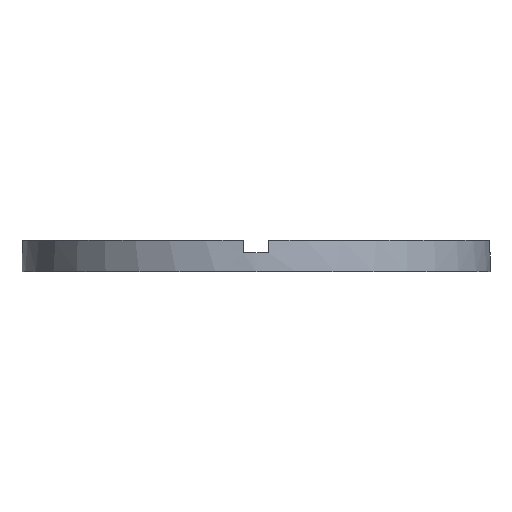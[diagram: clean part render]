
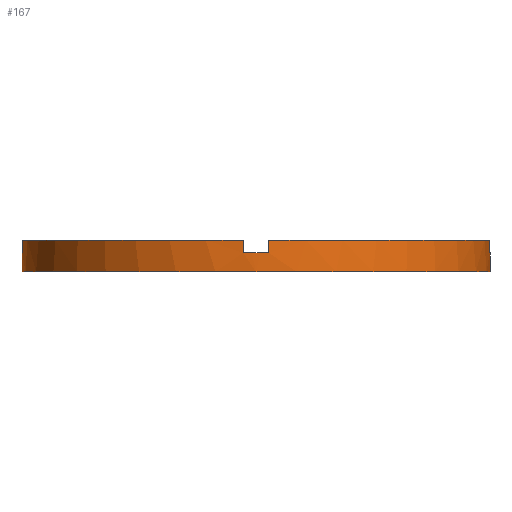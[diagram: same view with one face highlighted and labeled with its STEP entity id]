
A CAD part, front view. The second image highlights one B-rep face of the part: STEP entity #167.
In plain terms, the highlighted cylindrical face has radius 18.5 mm (diameter 37 mm), a partial arc.
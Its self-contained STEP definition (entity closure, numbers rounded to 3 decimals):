
#2 = AXIS2_PLACEMENT_3D ( 'NONE', #486, #684, #523 ) ;
#5 = DIRECTION ( 'NONE',  ( 0., 0., -1. ) ) ;
#11 = DIRECTION ( 'NONE',  ( 0., 0., 1. ) ) ;
#15 = CARTESIAN_POINT ( 'NONE',  ( -1., -18.473, 1.5 ) ) ;
#19 = DIRECTION ( 'NONE',  ( 0., 0., 1. ) ) ;
#27 = CARTESIAN_POINT ( 'NONE',  ( 18.473, -1., 2.5 ) ) ;
#30 = CARTESIAN_POINT ( 'NONE',  ( 18.5, 0., 0. ) ) ;
#32 = CIRCLE ( 'NONE', #352, 18.5 ) ;
#37 = DIRECTION ( 'NONE',  ( 0., 0., 1. ) ) ;
#41 = CIRCLE ( 'NONE', #199, 18.5 ) ;
#58 = DIRECTION ( 'NONE',  ( 0., 0., 1. ) ) ;
#60 = DIRECTION ( 'NONE',  ( 0., 0., 1. ) ) ;
#62 = CARTESIAN_POINT ( 'NONE',  ( -18.5, 0., 0. ) ) ;
#79 = ORIENTED_EDGE ( 'NONE', *, *, #149, .T. ) ;
#84 = ORIENTED_EDGE ( 'NONE', *, *, #758, .F. ) ;
#94 = VERTEX_POINT ( 'NONE', #239 ) ;
#97 = EDGE_CURVE ( 'NONE', #182, #125, #466, .T. ) ;
#119 = LINE ( 'NONE', #514, #391 ) ;
#125 = VERTEX_POINT ( 'NONE', #202 ) ;
#126 = ORIENTED_EDGE ( 'NONE', *, *, #585, .T. ) ;
#131 = LINE ( 'NONE', #162, #406 ) ;
#133 = VERTEX_POINT ( 'NONE', #30 ) ;
#136 = AXIS2_PLACEMENT_3D ( 'NONE', #273, #396, #731 ) ;
#149 = EDGE_CURVE ( 'NONE', #710, #610, #186, .T. ) ;
#162 = CARTESIAN_POINT ( 'NONE',  ( -18.473, -1., 2.5 ) ) ;
#167 = ADVANCED_FACE ( 'NONE', ( #728 ), #709, .T. ) ;
#171 = VECTOR ( 'NONE', #207, 1000. ) ;
#182 = VERTEX_POINT ( 'NONE', #642 ) ;
#186 = LINE ( 'NONE', #304, #171 ) ;
#199 = AXIS2_PLACEMENT_3D ( 'NONE', #464, #58, #238 ) ;
#200 = AXIS2_PLACEMENT_3D ( 'NONE', #256, #19, #469 ) ;
#202 = CARTESIAN_POINT ( 'NONE',  ( 18.473, -1., 2.5 ) ) ;
#207 = DIRECTION ( 'NONE',  ( 0., 0., -1. ) ) ;
#208 = EDGE_CURVE ( 'NONE', #645, #363, #479, .T. ) ;
#209 = VECTOR ( 'NONE', #60, 1000. ) ;
#213 = LINE ( 'NONE', #27, #209 ) ;
#217 = CARTESIAN_POINT ( 'NONE',  ( 1., -18.473, 1.5 ) ) ;
#224 = CARTESIAN_POINT ( 'NONE',  ( 0., 0., 1.5 ) ) ;
#238 = DIRECTION ( 'NONE',  ( 1., 0., 0. ) ) ;
#239 = CARTESIAN_POINT ( 'NONE',  ( 18.5, 0., 1.5 ) ) ;
#241 = EDGE_CURVE ( 'NONE', #630, #125, #213, .T. ) ;
#254 = DIRECTION ( 'NONE',  ( -1., 0., 0. ) ) ;
#256 = CARTESIAN_POINT ( 'NONE',  ( 0., 0., 1.5 ) ) ;
#266 = DIRECTION ( 'NONE',  ( 0., 0., 1. ) ) ;
#273 = CARTESIAN_POINT ( 'NONE',  ( 0., 0., 2.5 ) ) ;
#304 = CARTESIAN_POINT ( 'NONE',  ( -18.5, 0., 2.5 ) ) ;
#305 = LINE ( 'NONE', #459, #575 ) ;
#307 = CIRCLE ( 'NONE', #489, 18.5 ) ;
#310 = AXIS2_PLACEMENT_3D ( 'NONE', #553, #5, #254 ) ;
#316 = CARTESIAN_POINT ( 'NONE',  ( -18.473, -1., 1.5 ) ) ;
#321 = EDGE_CURVE ( 'NONE', #436, #635, #307, .T. ) ;
#325 = DIRECTION ( 'NONE',  ( 1., 0., 0. ) ) ;
#346 = ORIENTED_EDGE ( 'NONE', *, *, #748, .T. ) ;
#352 = AXIS2_PLACEMENT_3D ( 'NONE', #435, #37, #425 ) ;
#363 = VERTEX_POINT ( 'NONE', #507 ) ;
#367 = CARTESIAN_POINT ( 'NONE',  ( 1., -18.473, 2.5 ) ) ;
#370 = ORIENTED_EDGE ( 'NONE', *, *, #321, .F. ) ;
#378 = DIRECTION ( 'NONE',  ( 0., 0., -1. ) ) ;
#380 = EDGE_CURVE ( 'NONE', #94, #133, #305, .T. ) ;
#388 = EDGE_LOOP ( 'NONE', ( #682, #471, #422, #429, #126, #370, #670, #681, #346, #84, #79, #704 ) ) ;
#391 = VECTOR ( 'NONE', #11, 1000. ) ;
#396 = DIRECTION ( 'NONE',  ( 0., 0., 1. ) ) ;
#406 = VECTOR ( 'NONE', #378, 1000. ) ;
#422 = ORIENTED_EDGE ( 'NONE', *, *, #241, .T. ) ;
#425 = DIRECTION ( 'NONE',  ( 1., 0., 0. ) ) ;
#428 = LINE ( 'NONE', #367, #689 ) ;
#429 = ORIENTED_EDGE ( 'NONE', *, *, #97, .F. ) ;
#435 = CARTESIAN_POINT ( 'NONE',  ( 0., 0., 0. ) ) ;
#436 = VERTEX_POINT ( 'NONE', #15 ) ;
#449 = EDGE_CURVE ( 'NONE', #630, #94, #41, .T. ) ;
#459 = CARTESIAN_POINT ( 'NONE',  ( 18.5, 0., 2.5 ) ) ;
#464 = CARTESIAN_POINT ( 'NONE',  ( 0., 0., 1.5 ) ) ;
#466 = CIRCLE ( 'NONE', #2, 18.5 ) ;
#469 = DIRECTION ( 'NONE',  ( 1., 0., 0. ) ) ;
#471 = ORIENTED_EDGE ( 'NONE', *, *, #449, .F. ) ;
#479 = CIRCLE ( 'NONE', #136, 18.5 ) ;
#480 = CARTESIAN_POINT ( 'NONE',  ( -18.473, -1., 2.5 ) ) ;
#486 = CARTESIAN_POINT ( 'NONE',  ( 0., 0., 2.5 ) ) ;
#489 = AXIS2_PLACEMENT_3D ( 'NONE', #224, #266, #325 ) ;
#493 = EDGE_CURVE ( 'NONE', #610, #133, #32, .T. ) ;
#507 = CARTESIAN_POINT ( 'NONE',  ( -1., -18.473, 2.5 ) ) ;
#514 = CARTESIAN_POINT ( 'NONE',  ( -1., -18.473, 2.5 ) ) ;
#523 = DIRECTION ( 'NONE',  ( 1., 0., 0. ) ) ;
#553 = CARTESIAN_POINT ( 'NONE',  ( 0., 0., 2.5 ) ) ;
#572 = EDGE_CURVE ( 'NONE', #436, #363, #119, .T. ) ;
#575 = VECTOR ( 'NONE', #666, 1000. ) ;
#585 = EDGE_CURVE ( 'NONE', #182, #635, #428, .T. ) ;
#608 = CARTESIAN_POINT ( 'NONE',  ( 18.473, -1., 1.5 ) ) ;
#610 = VERTEX_POINT ( 'NONE', #62 ) ;
#630 = VERTEX_POINT ( 'NONE', #608 ) ;
#635 = VERTEX_POINT ( 'NONE', #217 ) ;
#637 = VERTEX_POINT ( 'NONE', #316 ) ;
#642 = CARTESIAN_POINT ( 'NONE',  ( 1., -18.473, 2.5 ) ) ;
#645 = VERTEX_POINT ( 'NONE', #480 ) ;
#666 = DIRECTION ( 'NONE',  ( 0., 0., -1. ) ) ;
#670 = ORIENTED_EDGE ( 'NONE', *, *, #572, .T. ) ;
#674 = CIRCLE ( 'NONE', #200, 18.5 ) ;
#681 = ORIENTED_EDGE ( 'NONE', *, *, #208, .F. ) ;
#682 = ORIENTED_EDGE ( 'NONE', *, *, #380, .F. ) ;
#684 = DIRECTION ( 'NONE',  ( 0., 0., 1. ) ) ;
#689 = VECTOR ( 'NONE', #697, 1000. ) ;
#697 = DIRECTION ( 'NONE',  ( 0., 0., -1. ) ) ;
#704 = ORIENTED_EDGE ( 'NONE', *, *, #493, .T. ) ;
#709 = CYLINDRICAL_SURFACE ( 'NONE', #310, 18.5 ) ;
#710 = VERTEX_POINT ( 'NONE', #780 ) ;
#728 = FACE_OUTER_BOUND ( 'NONE', #388, .T. ) ;
#731 = DIRECTION ( 'NONE',  ( 1., 0., 0. ) ) ;
#748 = EDGE_CURVE ( 'NONE', #645, #637, #131, .T. ) ;
#758 = EDGE_CURVE ( 'NONE', #710, #637, #674, .T. ) ;
#780 = CARTESIAN_POINT ( 'NONE',  ( -18.5, 0., 1.5 ) ) ;
